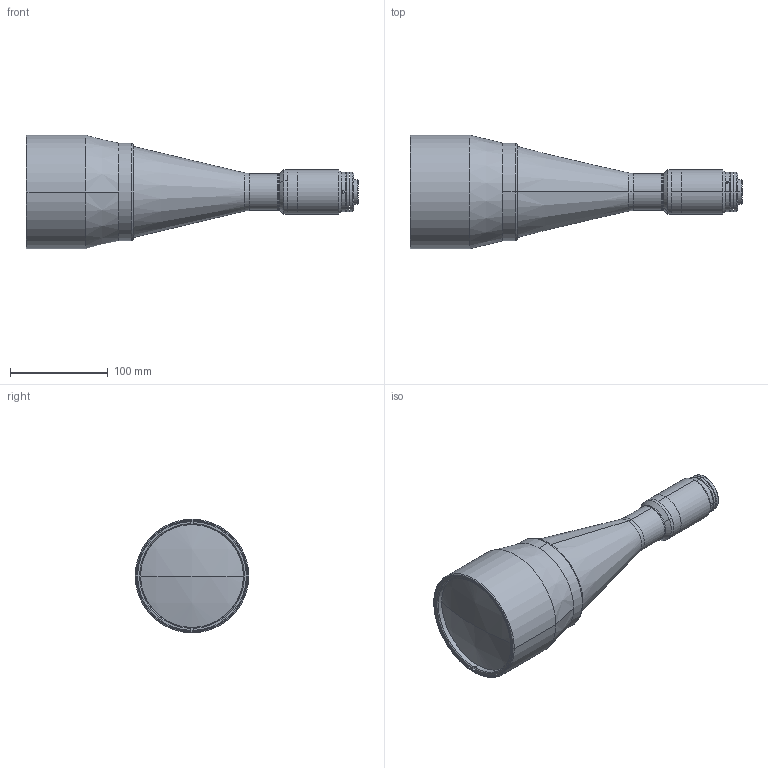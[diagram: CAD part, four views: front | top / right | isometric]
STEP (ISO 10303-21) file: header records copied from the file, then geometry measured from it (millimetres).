
FILE_DESCRIPTION (( 'STEP AP203' ), '1' );
FILE_NAME ('DP32116-A_TC4MHRP080-C.step', '2022-06-13T08:58:53', ( '' ), ( '' ), 'SwSTEP 2.0', 'SolidWorks 2021', '' );
FILE_SCHEMA (( 'CONFIG_CONTROL_DESIGN' ));
Length unit declared in the file: millimetre
Products named in the file (1): DP32116-A_TC4MHRP080-C
Bounding box: 338.78 x 116 x 116 mm (x, y, z)
Surface area: 103587.6 mm2 (no closed solid volume)
Topology: 0 solids, 16 shells, 90 faces, 234 edges, 157 vertices
Faces by surface type: cylinder 38, cone 22, plane 22, torus 6, sphere 2
Entity records: 3052 total; most frequent: CARTESIAN_POINT 716, DIRECTION 530, ORIENTED_EDGE 384, EDGE_CURVE 234, AXIS2_PLACEMENT_3D 221, VERTEX_POINT 157, CIRCLE 130, EDGE_LOOP 106
